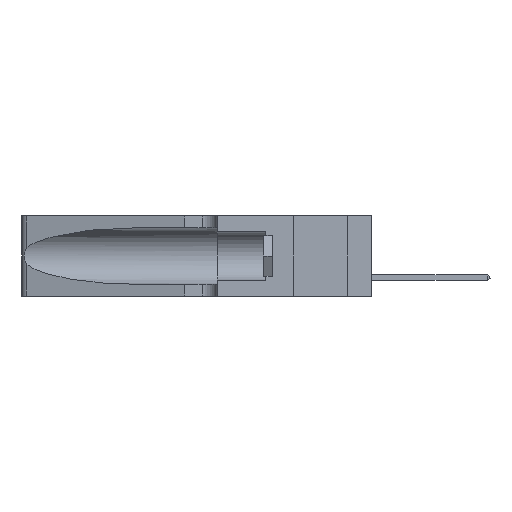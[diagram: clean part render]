
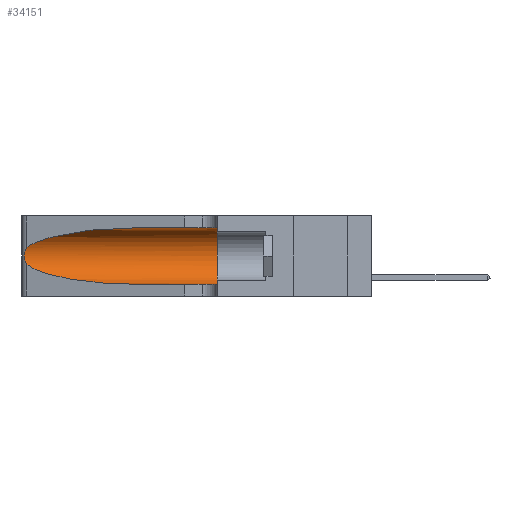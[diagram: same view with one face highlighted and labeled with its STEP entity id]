
A CAD part, left-side view. The second image highlights one B-rep face of the part: STEP entity #34151.
In plain terms, the highlighted cylindrical face has radius 3.308 mm (diameter 6.617 mm), a partial arc.
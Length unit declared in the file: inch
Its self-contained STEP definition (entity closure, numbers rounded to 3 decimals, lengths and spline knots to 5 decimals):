
#186 = VECTOR ( 'NONE', #15878, 39.37008 ) ;
#469 = CARTESIAN_POINT ( 'NONE',  ( 0.25789, 1.23486, 0.15765 ) ) ;
#597 = CARTESIAN_POINT ( 'NONE',  ( 0.25487, 1.22718, 0.14631 ) ) ;
#1258 = ORIENTED_EDGE ( 'NONE', *, *, #28013, .T. ) ;
#1864 = DIRECTION ( 'NONE',  ( 0., -1., 0. ) ) ;
#3939 = VERTEX_POINT ( 'NONE', #31268 ) ;
#4759 = CARTESIAN_POINT ( 'NONE',  ( 0.25487, 1.22718, 0.22369 ) ) ;
#5179 = B_SPLINE_CURVE_WITH_KNOTS ( 'NONE', 3,
 ( #21713, #5672, #29973, #13830, #10949, #24259, #32424, #19030, #24364, #16752, #469, #29613, #19149, #597 ),
 .UNSPECIFIED., .F., .F.,
 ( 4, 2, 2, 2, 2, 2, 4 ),
 ( 0., 0.00027, 0.00053, 0.00107, 0.0016, 0.00187, 0.00214 ),
 .UNSPECIFIED. ) ;
#5672 = CARTESIAN_POINT ( 'NONE',  ( 0.25555, 1.22994, 0.2215 ) ) ;
#6690 =( BOUNDED_CURVE ( )  B_SPLINE_CURVE ( 3, ( #11732, #9276, #22736, #33345 ),
 .UNSPECIFIED., .F., .T. ) 
 B_SPLINE_CURVE_WITH_KNOTS ( ( 4, 4 ),
 ( 3.44316, 4.71239 ),
 .UNSPECIFIED. ) 
 CURVE ( )  GEOMETRIC_REPRESENTATION_ITEM ( )  RATIONAL_B_SPLINE_CURVE ( ( 1., 0.87, 0.87, 1. ) ) 
 REPRESENTATION_ITEM ( '' )  );
#6859 = ORIENTED_EDGE ( 'NONE', *, *, #8758, .F. ) ;
#7768 =( BOUNDED_CURVE ( )  B_SPLINE_CURVE ( 3, ( #16598, #12139, #26138, #4759 ),
 .UNSPECIFIED., .F., .T. ) 
 B_SPLINE_CURVE_WITH_KNOTS ( ( 4, 4 ),
 ( 1.5708, 2.84003 ),
 .UNSPECIFIED. ) 
 CURVE ( )  GEOMETRIC_REPRESENTATION_ITEM ( )  RATIONAL_B_SPLINE_CURVE ( ( 1., 0.87, 0.87, 1. ) ) 
 REPRESENTATION_ITEM ( '' )  );
#7788 = ORIENTED_EDGE ( 'NONE', *, *, #26735, .T. ) ;
#8724 = CARTESIAN_POINT ( 'NONE',  ( 0.1305, 0.72297, 0.05475 ) ) ;
#8758 = EDGE_CURVE ( 'NONE', #19601, #9265, #20596, .T. ) ;
#9265 = VERTEX_POINT ( 'NONE', #25278 ) ;
#9276 = CARTESIAN_POINT ( 'NONE',  ( 0.2373, 1.15595, 0.08982 ) ) ;
#10122 = CARTESIAN_POINT ( 'NONE',  ( 0.1305, 0.72297, 0.31525 ) ) ;
#10949 = CARTESIAN_POINT ( 'NONE',  ( 0.25854, 1.2359, 0.20912 ) ) ;
#11732 = CARTESIAN_POINT ( 'NONE',  ( 0.25487, 1.22718, 0.14631 ) ) ;
#12139 = CARTESIAN_POINT ( 'NONE',  ( 0.18966, 0.96281, 0.31525 ) ) ;
#13782 = CARTESIAN_POINT ( 'NONE',  ( 0.25487, 1.22718, 0.22369 ) ) ;
#13830 = CARTESIAN_POINT ( 'NONE',  ( 0.25787, 1.23484, 0.2124 ) ) ;
#14342 = VERTEX_POINT ( 'NONE', #10122 ) ;
#14500 = DIRECTION ( 'NONE',  ( 0., 1., 0. ) ) ;
#14720 = CARTESIAN_POINT ( 'NONE',  ( 0.1305, 1.61858, 0.31525 ) ) ;
#15664 = AXIS2_PLACEMENT_3D ( 'NONE', #22380, #14500, #22262 ) ;
#15711 = EDGE_CURVE ( 'NONE', #26515, #3939, #5179, .T. ) ;
#15878 = DIRECTION ( 'NONE',  ( 0., -1., 0. ) ) ;
#16598 = CARTESIAN_POINT ( 'NONE',  ( 0.1305, 0.72297, 0.31525 ) ) ;
#16752 = CARTESIAN_POINT ( 'NONE',  ( 0.25856, 1.23593, 0.16098 ) ) ;
#18089 = CARTESIAN_POINT ( 'NONE',  ( 0.1305, 1.61858, 0.05475 ) ) ;
#19030 = CARTESIAN_POINT ( 'NONE',  ( 0.26075, 1.23896, 0.178 ) ) ;
#19149 = CARTESIAN_POINT ( 'NONE',  ( 0.25555, 1.22993, 0.14849 ) ) ;
#19601 = VERTEX_POINT ( 'NONE', #33813 ) ;
#19872 = ORIENTED_EDGE ( 'NONE', *, *, #15711, .T. ) ;
#20051 = DIRECTION ( 'NONE',  ( 0., 0., -1. ) ) ;
#20596 = CIRCLE ( 'NONE', #15664, 0.13025 ) ;
#20640 = VERTEX_POINT ( 'NONE', #8724 ) ;
#21713 = CARTESIAN_POINT ( 'NONE',  ( 0.25487, 1.22718, 0.22369 ) ) ;
#21804 = FACE_OUTER_BOUND ( 'NONE', #30829, .T. ) ;
#21927 = ORIENTED_EDGE ( 'NONE', *, *, #30066, .T. ) ;
#22262 = DIRECTION ( 'NONE',  ( 0., 0., 1. ) ) ;
#22380 = CARTESIAN_POINT ( 'NONE',  ( 0.1305, 0.35, 0.185 ) ) ;
#22736 = CARTESIAN_POINT ( 'NONE',  ( 0.18966, 0.96281, 0.05475 ) ) ;
#23853 = AXIS2_PLACEMENT_3D ( 'NONE', #30747, #1864, #20051 ) ;
#24259 = CARTESIAN_POINT ( 'NONE',  ( 0.26018, 1.23835, 0.19895 ) ) ;
#24364 = CARTESIAN_POINT ( 'NONE',  ( 0.26017, 1.23833, 0.17102 ) ) ;
#24442 = EDGE_CURVE ( 'NONE', #14342, #19601, #30086, .T. ) ;
#25278 = CARTESIAN_POINT ( 'NONE',  ( 0.1305, 0.35, 0.05475 ) ) ;
#26138 = CARTESIAN_POINT ( 'NONE',  ( 0.2373, 1.15595, 0.28018 ) ) ;
#26515 = VERTEX_POINT ( 'NONE', #13782 ) ;
#26735 = EDGE_CURVE ( 'NONE', #14342, #26515, #7768, .T. ) ;
#28013 = EDGE_CURVE ( 'NONE', #20640, #9265, #28582, .T. ) ;
#28081 = CYLINDRICAL_SURFACE ( 'NONE', #23853, 0.13025 ) ;
#28582 = LINE ( 'NONE', #18089, #186 ) ;
#28636 = DIRECTION ( 'NONE',  ( 0., -1., 0. ) ) ;
#29613 = CARTESIAN_POINT ( 'NONE',  ( 0.25639, 1.23186, 0.15144 ) ) ;
#29973 = CARTESIAN_POINT ( 'NONE',  ( 0.25639, 1.23184, 0.21858 ) ) ;
#30066 = EDGE_CURVE ( 'NONE', #3939, #20640, #6690, .T. ) ;
#30086 = LINE ( 'NONE', #14720, #31372 ) ;
#30747 = CARTESIAN_POINT ( 'NONE',  ( 0.1305, 1.61858, 0.185 ) ) ;
#30829 = EDGE_LOOP ( 'NONE', ( #7788, #19872, #21927, #1258, #6859, #33265 ) ) ;
#31268 = CARTESIAN_POINT ( 'NONE',  ( 0.25487, 1.22718, 0.14631 ) ) ;
#31372 = VECTOR ( 'NONE', #28636, 39.37008 ) ;
#32424 = CARTESIAN_POINT ( 'NONE',  ( 0.26075, 1.23896, 0.19203 ) ) ;
#33265 = ORIENTED_EDGE ( 'NONE', *, *, #24442, .F. ) ;
#33345 = CARTESIAN_POINT ( 'NONE',  ( 0.1305, 0.72297, 0.05475 ) ) ;
#33813 = CARTESIAN_POINT ( 'NONE',  ( 0.1305, 0.35, 0.31525 ) ) ;
#34151 = ADVANCED_FACE ( 'NONE', ( #21804 ), #28081, .F. ) ;
